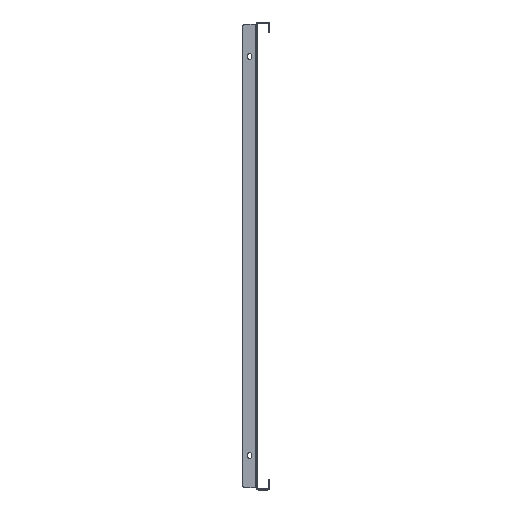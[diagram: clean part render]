
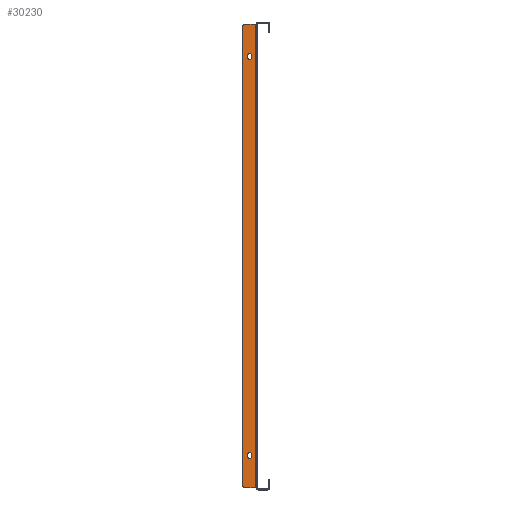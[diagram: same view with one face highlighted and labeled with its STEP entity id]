
A CAD part, left-side view. The second image highlights one B-rep face of the part: STEP entity #30230.
In plain terms, the highlighted planar face has unit normal (-1, 0, 0).
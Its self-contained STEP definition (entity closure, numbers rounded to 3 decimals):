
#597 = LINE ( 'NONE', #25469, #7679 ) ;
#1281 = CARTESIAN_POINT ( 'NONE',  ( -396., 10., 295.25 ) ) ;
#2246 = ORIENTED_EDGE ( 'NONE', *, *, #26903, .F. ) ;
#3168 = DIRECTION ( 'NONE',  ( 0., 0., 1. ) ) ;
#3284 = DIRECTION ( 'NONE',  ( -1., 0., 0. ) ) ;
#3295 = CARTESIAN_POINT ( 'NONE',  ( -396., 12.75, 298.75 ) ) ;
#3351 = DIRECTION ( 'NONE',  ( 0., 0., 1. ) ) ;
#3481 = DIRECTION ( 'NONE',  ( -1., 0., 0. ) ) ;
#3779 = AXIS2_PLACEMENT_3D ( 'NONE', #32744, #21798, #7310 ) ;
#3792 = ORIENTED_EDGE ( 'NONE', *, *, #11628, .F. ) ;
#4143 = EDGE_CURVE ( 'NONE', #11918, #14622, #12695, .T. ) ;
#4279 = VECTOR ( 'NONE', #27367, 1000. ) ;
#5579 = DIRECTION ( 'NONE',  ( 0., -1., 0. ) ) ;
#5951 = ORIENTED_EDGE ( 'NONE', *, *, #31265, .F. ) ;
#7142 = DIRECTION ( 'NONE',  ( 0., 1., 0. ) ) ;
#7212 = VERTEX_POINT ( 'NONE', #13646 ) ;
#7310 = DIRECTION ( 'NONE',  ( 0., -1., 0. ) ) ;
#7412 = CARTESIAN_POINT ( 'NONE',  ( -396., 16., 340.5 ) ) ;
#7679 = VECTOR ( 'NONE', #3168, 1000. ) ;
#7786 = LINE ( 'NONE', #16221, #4279 ) ;
#7907 = ORIENTED_EDGE ( 'NONE', *, *, #8925, .F. ) ;
#7948 = CARTESIAN_POINT ( 'NONE',  ( -396., 0., 345.5 ) ) ;
#8925 = EDGE_CURVE ( 'NONE', #31136, #14622, #27127, .T. ) ;
#9072 = ORIENTED_EDGE ( 'NONE', *, *, #32078, .F. ) ;
#9203 = CARTESIAN_POINT ( 'NONE',  ( -396., 1.5, 345.5 ) ) ;
#9266 = CARTESIAN_POINT ( 'NONE',  ( -396., 1.5, -345.5 ) ) ;
#9314 = FACE_OUTER_BOUND ( 'NONE', #25137, .T. ) ;
#9554 = CARTESIAN_POINT ( 'NONE',  ( -396., 7.25, 295.25 ) ) ;
#10294 = EDGE_CURVE ( 'NONE', #26478, #24815, #597, .T. ) ;
#10778 = VERTEX_POINT ( 'NONE', #3295 ) ;
#10974 = AXIS2_PLACEMENT_3D ( 'NONE', #22864, #3284, #33628 ) ;
#11051 = DIRECTION ( 'NONE',  ( -1., 0., 0. ) ) ;
#11082 = LINE ( 'NONE', #7948, #23750 ) ;
#11268 = CARTESIAN_POINT ( 'NONE',  ( -396., 12.75, 295.25 ) ) ;
#11269 = VERTEX_POINT ( 'NONE', #9266 ) ;
#11574 = EDGE_CURVE ( 'NONE', #11918, #28140, #11082, .T. ) ;
#11589 = CARTESIAN_POINT ( 'NONE',  ( -396., 7.25, -295.25 ) ) ;
#11628 = EDGE_CURVE ( 'NONE', #10778, #19342, #14013, .T. ) ;
#11918 = VERTEX_POINT ( 'NONE', #24225 ) ;
#12254 = DIRECTION ( 'NONE',  ( 0., -1., 0. ) ) ;
#12317 = EDGE_LOOP ( 'NONE', ( #24872, #3792, #5951, #9072 ) ) ;
#12659 = CARTESIAN_POINT ( 'NONE',  ( -396., 12.75, -295.25 ) ) ;
#12684 = VERTEX_POINT ( 'NONE', #20142 ) ;
#12695 = CIRCLE ( 'NONE', #27851, 5. ) ;
#12802 = DIRECTION ( 'NONE',  ( -1., 0., 0. ) ) ;
#13646 = CARTESIAN_POINT ( 'NONE',  ( -396., 16., -345.5 ) ) ;
#14013 = LINE ( 'NONE', #11268, #26678 ) ;
#14055 = VERTEX_POINT ( 'NONE', #29272 ) ;
#14622 = VERTEX_POINT ( 'NONE', #29954 ) ;
#14639 = FACE_BOUND ( 'NONE', #30820, .T. ) ;
#14672 = ORIENTED_EDGE ( 'NONE', *, *, #36031, .T. ) ;
#15171 = FACE_BOUND ( 'NONE', #12317, .T. ) ;
#15397 = CARTESIAN_POINT ( 'NONE',  ( -396., 21., -345.5 ) ) ;
#15904 = AXIS2_PLACEMENT_3D ( 'NONE', #32809, #24403, #24590 ) ;
#15941 = VECTOR ( 'NONE', #3351, 1000. ) ;
#16221 = CARTESIAN_POINT ( 'NONE',  ( -396., 1.5, 0. ) ) ;
#17053 = ORIENTED_EDGE ( 'NONE', *, *, #4143, .T. ) ;
#17700 = VECTOR ( 'NONE', #23808, 1000. ) ;
#17715 = CIRCLE ( 'NONE', #20644, 2.75 ) ;
#17909 = CARTESIAN_POINT ( 'NONE',  ( -396., 0., 0. ) ) ;
#18463 = DIRECTION ( 'NONE',  ( 0., -1., 0. ) ) ;
#18909 = CARTESIAN_POINT ( 'NONE',  ( -396., 21., 345.5 ) ) ;
#19132 = DIRECTION ( 'NONE',  ( 0., 0., -1. ) ) ;
#19342 = VERTEX_POINT ( 'NONE', #21614 ) ;
#20049 = EDGE_CURVE ( 'NONE', #19342, #12684, #17715, .T. ) ;
#20080 = VERTEX_POINT ( 'NONE', #34903 ) ;
#20142 = CARTESIAN_POINT ( 'NONE',  ( -396., 7.25, 295.25 ) ) ;
#20644 = AXIS2_PLACEMENT_3D ( 'NONE', #1281, #12802, #18463 ) ;
#20932 = ORIENTED_EDGE ( 'NONE', *, *, #11574, .F. ) ;
#21614 = CARTESIAN_POINT ( 'NONE',  ( -396., 12.75, 295.25 ) ) ;
#21798 = DIRECTION ( 'NONE',  ( -1., 0., 0. ) ) ;
#21855 = DIRECTION ( 'NONE',  ( -1., 0., 0. ) ) ;
#22864 = CARTESIAN_POINT ( 'NONE',  ( -396., 10., -298.75 ) ) ;
#23271 = ORIENTED_EDGE ( 'NONE', *, *, #28576, .F. ) ;
#23488 = CARTESIAN_POINT ( 'NONE',  ( -396., 21., -340.5 ) ) ;
#23750 = VECTOR ( 'NONE', #5579, 1000. ) ;
#23808 = DIRECTION ( 'NONE',  ( 0., 0., -1. ) ) ;
#24225 = CARTESIAN_POINT ( 'NONE',  ( -396., 16., 345.5 ) ) ;
#24403 = DIRECTION ( 'NONE',  ( -1., 0., 0. ) ) ;
#24590 = DIRECTION ( 'NONE',  ( 0., 1., 0. ) ) ;
#24815 = VERTEX_POINT ( 'NONE', #11589 ) ;
#24872 = ORIENTED_EDGE ( 'NONE', *, *, #20049, .F. ) ;
#25137 = EDGE_LOOP ( 'NONE', ( #20932, #17053, #7907, #34456, #23271, #14672 ) ) ;
#25178 = ORIENTED_EDGE ( 'NONE', *, *, #32212, .F. ) ;
#25469 = CARTESIAN_POINT ( 'NONE',  ( -396., 7.25, -295.25 ) ) ;
#26478 = VERTEX_POINT ( 'NONE', #30752 ) ;
#26678 = VECTOR ( 'NONE', #19132, 1000. ) ;
#26903 = EDGE_CURVE ( 'NONE', #14055, #26478, #33734, .T. ) ;
#27127 = LINE ( 'NONE', #18909, #30923 ) ;
#27296 = CARTESIAN_POINT ( 'NONE',  ( -396., 7.25, 298.75 ) ) ;
#27367 = DIRECTION ( 'NONE',  ( 0., 0., 1. ) ) ;
#27851 = AXIS2_PLACEMENT_3D ( 'NONE', #7412, #11051, #29394 ) ;
#28140 = VERTEX_POINT ( 'NONE', #9203 ) ;
#28576 = EDGE_CURVE ( 'NONE', #11269, #7212, #35306, .T. ) ;
#29272 = CARTESIAN_POINT ( 'NONE',  ( -396., 12.75, -298.75 ) ) ;
#29289 = CIRCLE ( 'NONE', #29863, 2.75 ) ;
#29394 = DIRECTION ( 'NONE',  ( 0., -1., 0. ) ) ;
#29863 = AXIS2_PLACEMENT_3D ( 'NONE', #30424, #21855, #33341 ) ;
#29954 = CARTESIAN_POINT ( 'NONE',  ( -396., 21., 340.5 ) ) ;
#30230 = ADVANCED_FACE ( 'NONE', ( #15171, #14639, #9314 ), #31801, .T. ) ;
#30424 = CARTESIAN_POINT ( 'NONE',  ( -396., 10., 298.75 ) ) ;
#30752 = CARTESIAN_POINT ( 'NONE',  ( -396., 7.25, -298.75 ) ) ;
#30820 = EDGE_LOOP ( 'NONE', ( #31960, #32051, #2246, #25178 ) ) ;
#30923 = VECTOR ( 'NONE', #32783, 1000. ) ;
#31136 = VERTEX_POINT ( 'NONE', #23488 ) ;
#31265 = EDGE_CURVE ( 'NONE', #34703, #10778, #29289, .T. ) ;
#31658 = CIRCLE ( 'NONE', #15904, 2.75 ) ;
#31801 = PLANE ( 'NONE',  #33898 ) ;
#31865 = EDGE_CURVE ( 'NONE', #24815, #20080, #31658, .T. ) ;
#31960 = ORIENTED_EDGE ( 'NONE', *, *, #31865, .F. ) ;
#32051 = ORIENTED_EDGE ( 'NONE', *, *, #10294, .F. ) ;
#32078 = EDGE_CURVE ( 'NONE', #12684, #34703, #34605, .T. ) ;
#32125 = VECTOR ( 'NONE', #7142, 1000. ) ;
#32212 = EDGE_CURVE ( 'NONE', #20080, #14055, #32575, .T. ) ;
#32575 = LINE ( 'NONE', #12659, #17700 ) ;
#32744 = CARTESIAN_POINT ( 'NONE',  ( -396., 16., -340.5 ) ) ;
#32783 = DIRECTION ( 'NONE',  ( 0., 0., 1. ) ) ;
#32809 = CARTESIAN_POINT ( 'NONE',  ( -396., 10., -295.25 ) ) ;
#32964 = CIRCLE ( 'NONE', #3779, 5. ) ;
#33341 = DIRECTION ( 'NONE',  ( 0., -1., 0. ) ) ;
#33628 = DIRECTION ( 'NONE',  ( 0., 1., 0. ) ) ;
#33734 = CIRCLE ( 'NONE', #10974, 2.75 ) ;
#33898 = AXIS2_PLACEMENT_3D ( 'NONE', #17909, #3481, #12254 ) ;
#34456 = ORIENTED_EDGE ( 'NONE', *, *, #35085, .T. ) ;
#34605 = LINE ( 'NONE', #9554, #15941 ) ;
#34703 = VERTEX_POINT ( 'NONE', #27296 ) ;
#34903 = CARTESIAN_POINT ( 'NONE',  ( -396., 12.75, -295.25 ) ) ;
#35085 = EDGE_CURVE ( 'NONE', #31136, #7212, #32964, .T. ) ;
#35306 = LINE ( 'NONE', #15397, #32125 ) ;
#36031 = EDGE_CURVE ( 'NONE', #11269, #28140, #7786, .T. ) ;
